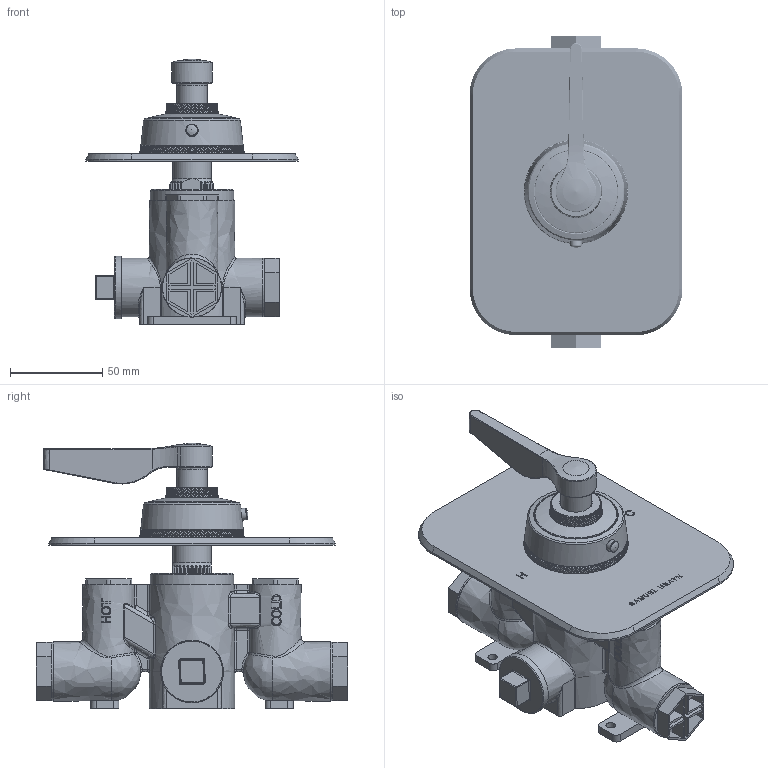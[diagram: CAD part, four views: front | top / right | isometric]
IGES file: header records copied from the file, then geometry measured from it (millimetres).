
Global section: file name: T1000-LA; native system: Autodesk Inventor 2020; preprocessor: unknown; author: rclarke; date: 20200203.082613; units: millimetre
Bounding box: 115 x 168.2 x 143.79 mm (x, y, z)
Volume: 401064.9 mm3; surface area: 184929.5 mm2
Topology: 37 solids, 41 shells, 8068 faces, 18523 edges, 10653 vertices
Faces by surface type: bspline 8068
